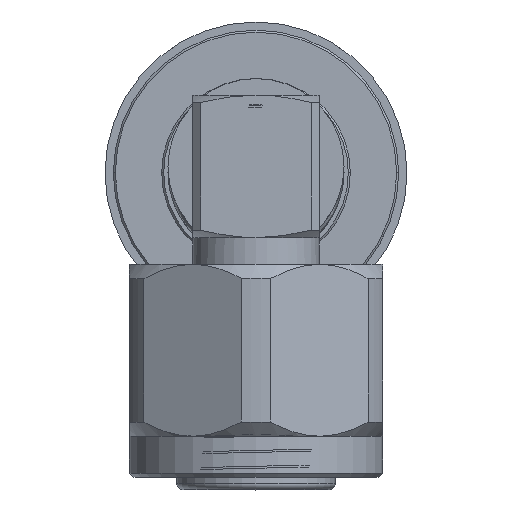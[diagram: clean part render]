
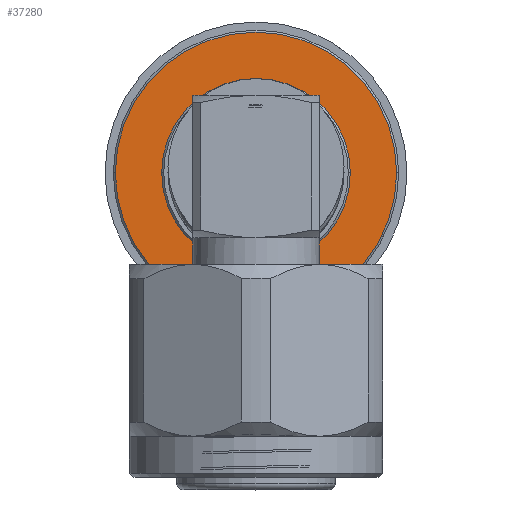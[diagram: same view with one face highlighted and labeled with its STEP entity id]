
A CAD part, top view. The second image highlights one B-rep face of the part: STEP entity #37280.
In plain terms, the highlighted face is planar.
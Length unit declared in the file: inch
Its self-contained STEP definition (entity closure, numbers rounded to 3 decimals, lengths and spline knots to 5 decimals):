
#1978 = VERTEX_POINT ( 'NONE', #28936 ) ;
#2534 = CARTESIAN_POINT ( 'NONE',  ( 0.96614, 0., -0.34933 ) ) ;
#2793 = CARTESIAN_POINT ( 'NONE',  ( 0.96614, 0., 0.23426 ) ) ;
#4578 = CARTESIAN_POINT ( 'NONE',  ( 0.96614, 0., 0. ) ) ;
#6692 = CIRCLE ( 'NONE', #8708, 0.34933 ) ;
#6788 = DIRECTION ( 'NONE',  ( 1., 0., 0. ) ) ;
#8035 = PLANE ( 'NONE',  #52368 ) ;
#8399 = CIRCLE ( 'NONE', #10840, 0.23426 ) ;
#8578 = DIRECTION ( 'NONE',  ( 0., 0., -1. ) ) ;
#8708 = AXIS2_PLACEMENT_3D ( 'NONE', #27628, #6788, #32168 ) ;
#10840 = AXIS2_PLACEMENT_3D ( 'NONE', #17444, #34995, #13601 ) ;
#11985 = EDGE_CURVE ( 'NONE', #29564, #1978, #6692, .T. ) ;
#13309 = DIRECTION ( 'NONE',  ( 1., 0., 0. ) ) ;
#13601 = DIRECTION ( 'NONE',  ( 0., 0., -1. ) ) ;
#14386 = CIRCLE ( 'NONE', #36604, 0.23426 ) ;
#15140 = CARTESIAN_POINT ( 'NONE',  ( 0.96614, 0., -0.23426 ) ) ;
#15859 = VERTEX_POINT ( 'NONE', #2793 ) ;
#17146 = DIRECTION ( 'NONE',  ( 0., 0., -1. ) ) ;
#17444 = CARTESIAN_POINT ( 'NONE',  ( 0.96614, 0., 0. ) ) ;
#17895 = ORIENTED_EDGE ( 'NONE', *, *, #46012, .F. ) ;
#18415 = EDGE_CURVE ( 'NONE', #1978, #29564, #19857, .T. ) ;
#19857 = CIRCLE ( 'NONE', #53336, 0.34933 ) ;
#24338 = DIRECTION ( 'NONE',  ( 0., 0., -1. ) ) ;
#27628 = CARTESIAN_POINT ( 'NONE',  ( 0.96614, 0., 0. ) ) ;
#28936 = CARTESIAN_POINT ( 'NONE',  ( 0.96614, 0., 0.34933 ) ) ;
#29564 = VERTEX_POINT ( 'NONE', #2534 ) ;
#29960 = EDGE_CURVE ( 'NONE', #45173, #15859, #8399, .T. ) ;
#30588 = ORIENTED_EDGE ( 'NONE', *, *, #29960, .F. ) ;
#32168 = DIRECTION ( 'NONE',  ( 0., 0., -1. ) ) ;
#34995 = DIRECTION ( 'NONE',  ( 1., 0., 0. ) ) ;
#36604 = AXIS2_PLACEMENT_3D ( 'NONE', #4578, #38212, #8578 ) ;
#36738 = DIRECTION ( 'NONE',  ( 1., 0., 0. ) ) ;
#37280 = ADVANCED_FACE ( 'NONE', ( #53369, #51444 ), #8035, .T. ) ;
#38158 = ORIENTED_EDGE ( 'NONE', *, *, #11985, .T. ) ;
#38212 = DIRECTION ( 'NONE',  ( 1., 0., 0. ) ) ;
#38499 = EDGE_LOOP ( 'NONE', ( #30588, #17895 ) ) ;
#40931 = CARTESIAN_POINT ( 'NONE',  ( 0.96614, 0.35433, 0. ) ) ;
#42206 = CARTESIAN_POINT ( 'NONE',  ( 0.96614, 0., 0. ) ) ;
#44113 = EDGE_LOOP ( 'NONE', ( #52252, #38158 ) ) ;
#45173 = VERTEX_POINT ( 'NONE', #15140 ) ;
#46012 = EDGE_CURVE ( 'NONE', #15859, #45173, #14386, .T. ) ;
#51444 = FACE_BOUND ( 'NONE', #38499, .T. ) ;
#52252 = ORIENTED_EDGE ( 'NONE', *, *, #18415, .T. ) ;
#52368 = AXIS2_PLACEMENT_3D ( 'NONE', #40931, #36738, #24338 ) ;
#53336 = AXIS2_PLACEMENT_3D ( 'NONE', #42206, #13309, #17146 ) ;
#53369 = FACE_OUTER_BOUND ( 'NONE', #44113, .T. ) ;
